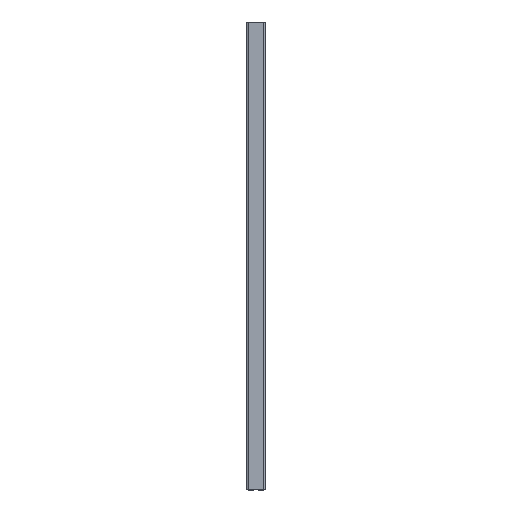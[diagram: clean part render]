
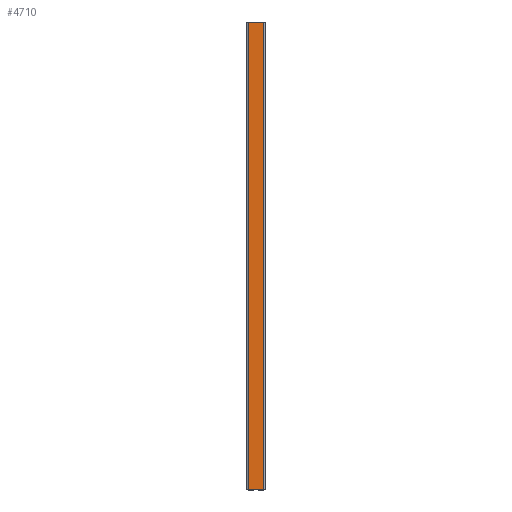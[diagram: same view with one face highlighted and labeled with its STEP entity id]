
A CAD part, top view. The second image highlights one B-rep face of the part: STEP entity #4710.
In plain terms, the highlighted planar face has unit normal (0, 0, 1).
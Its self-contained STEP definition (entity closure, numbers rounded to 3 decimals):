
#1323=CARTESIAN_POINT('',(9.5,0.0,26.086));
#1324=VERTEX_POINT('',#1323);
#1332=CARTESIAN_POINT('',(-24.5,0.0,26.086));
#1333=VERTEX_POINT('',#1332);
#1334=CARTESIAN_POINT('',(-24.5,0.0,26.086));
#1335=DIRECTION('',(1.0,0.0,0.0));
#1336=VECTOR('',#1335,34.0);
#1337=LINE('',#1334,#1336);
#1338=EDGE_CURVE('',#1333,#1324,#1337,.T.);
#2474=CARTESIAN_POINT('',(-24.5,1000.0,26.086));
#2475=VERTEX_POINT('',#2474);
#2483=CARTESIAN_POINT('',(9.5,1000.0,26.086));
#2484=VERTEX_POINT('',#2483);
#2485=CARTESIAN_POINT('',(-24.5,1000.0,26.086));
#2486=DIRECTION('',(1.0,0.0,0.0));
#2487=VECTOR('',#2486,34.0);
#2488=LINE('',#2485,#2487);
#2489=EDGE_CURVE('',#2475,#2484,#2488,.T.);
#4685=CARTESIAN_POINT('',(9.5,0.0,26.086));
#4686=DIRECTION('',(0.0,1.0,0.0));
#4687=VECTOR('',#4686,1000.0);
#4688=LINE('',#4685,#4687);
#4689=EDGE_CURVE('',#1324,#2484,#4688,.T.);
#4694=CARTESIAN_POINT('',(-24.5,0.0,26.086));
#4695=DIRECTION('',(0.0,0.0,1.0));
#4696=DIRECTION('',(1.0,0.0,0.0));
#4697=AXIS2_PLACEMENT_3D('',#4694,#4695,#4696);
#4698=PLANE('',#4697);
#4699=ORIENTED_EDGE('',*,*,#1338,.T.);
#4700=ORIENTED_EDGE('',*,*,#4689,.T.);
#4701=ORIENTED_EDGE('',*,*,#2489,.F.);
#4702=CARTESIAN_POINT('',(-24.5,0.0,26.086));
#4703=DIRECTION('',(0.0,1.0,0.0));
#4704=VECTOR('',#4703,1000.0);
#4705=LINE('',#4702,#4704);
#4706=EDGE_CURVE('',#1333,#2475,#4705,.T.);
#4707=ORIENTED_EDGE('',*,*,#4706,.F.);
#4708=EDGE_LOOP('',(#4699,#4700,#4701,#4707));
#4709=FACE_OUTER_BOUND('',#4708,.T.);
#4710=ADVANCED_FACE('',(#4709),#4698,.T.);
